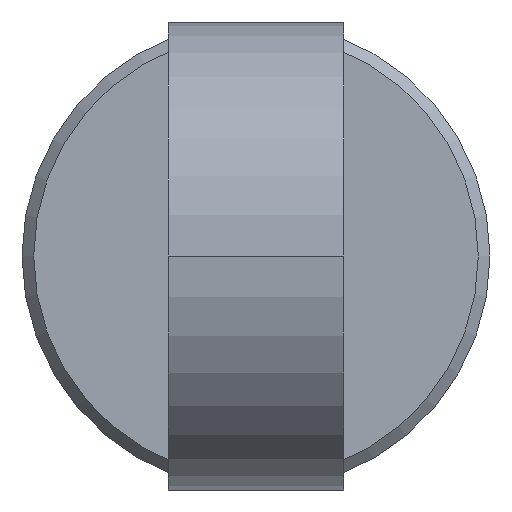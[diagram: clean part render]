
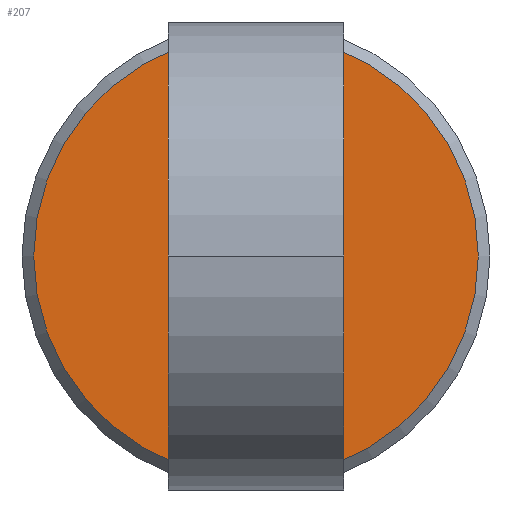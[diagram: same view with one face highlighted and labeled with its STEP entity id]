
A CAD part, left-side view. The second image highlights one B-rep face of the part: STEP entity #207.
In plain terms, the highlighted planar face has unit normal (-1, 0, 0).
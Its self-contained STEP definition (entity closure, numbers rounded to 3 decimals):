
#20=FACE_BOUND('',#55,.T.);
#26=PLANE('',#246);
#37=FACE_OUTER_BOUND('',#54,.T.);
#54=EDGE_LOOP('',(#167));
#55=EDGE_LOOP('',(#168,#169));
#75=CIRCLE('',#245,38.);
#87=LINE('',#367,#96);
#96=VECTOR('',#300,10.);
#109=VERTEX_POINT('',#361);
#110=VERTEX_POINT('',#365);
#111=VERTEX_POINT('',#366);
#131=EDGE_CURVE('',#109,#109,#75,.T.);
#132=EDGE_CURVE('',#110,#111,#87,.T.);
#167=ORIENTED_EDGE('',*,*,#131,.F.);
#168=ORIENTED_EDGE('',*,*,#132,.T.);
#169=ORIENTED_EDGE('',*,*,#132,.F.);
#207=ADVANCED_FACE('',(#37,#20),#26,.T.);
#245=AXIS2_PLACEMENT_3D('',#363,#296,#297);
#246=AXIS2_PLACEMENT_3D('',#364,#298,#299);
#296=DIRECTION('center_axis',(1.,0.,0.));
#297=DIRECTION('ref_axis',(0.,0.,-1.));
#298=DIRECTION('center_axis',(-1.,0.,0.));
#299=DIRECTION('ref_axis',(0.,0.,1.));
#300=DIRECTION('',(0.,1.,0.));
#361=CARTESIAN_POINT('',(-215.,0.,38.));
#363=CARTESIAN_POINT('Origin',(-215.,0.,0.));
#364=CARTESIAN_POINT('Origin',(-215.,0.,0.));
#365=CARTESIAN_POINT('',(-215.,-15.,0.));
#366=CARTESIAN_POINT('',(-215.,15.,0.));
#367=CARTESIAN_POINT('',(-215.,0.,0.));
